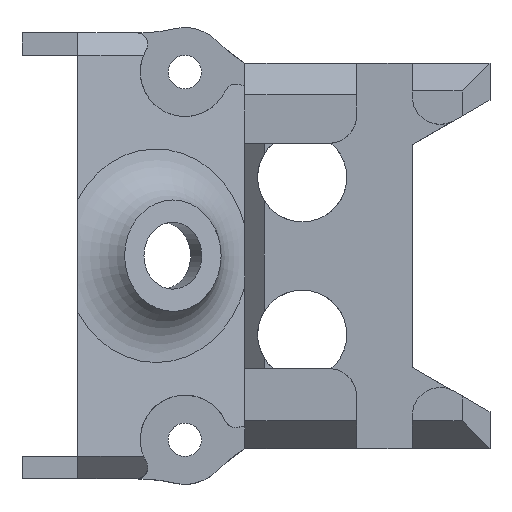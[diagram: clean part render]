
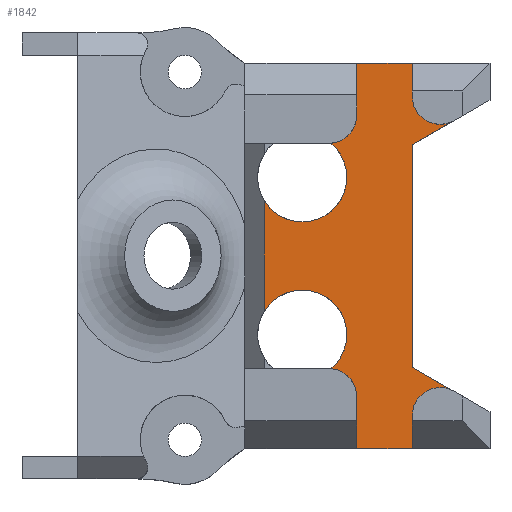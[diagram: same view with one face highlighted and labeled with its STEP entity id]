
A CAD part, top view. The second image highlights one B-rep face of the part: STEP entity #1842.
In plain terms, the highlighted planar face has unit normal (0, 0, 1).
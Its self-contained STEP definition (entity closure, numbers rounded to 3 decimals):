
#62=CIRCLE('',#1957,4.);
#63=CIRCLE('',#1958,2.5);
#64=CIRCLE('',#1959,2.5);
#65=CIRCLE('',#1960,2.5);
#66=CIRCLE('',#1961,2.5);
#67=CIRCLE('',#1962,4.);
#131=FACE_OUTER_BOUND('',#228,.T.);
#228=EDGE_LOOP('',(#1237,#1238,#1239,#1240,#1241,#1242,#1243,#1244,#1245,
#1246,#1247,#1248,#1249,#1250,#1251,#1252));
#341=LINE('',#2707,#541);
#354=LINE('',#2741,#554);
#355=LINE('',#2743,#555);
#356=LINE('',#2745,#556);
#357=LINE('',#2749,#557);
#358=LINE('',#2751,#558);
#359=LINE('',#2753,#559);
#360=LINE('',#2757,#560);
#361=LINE('',#2759,#561);
#362=LINE('',#2761,#562);
#541=VECTOR('',#2143,10.);
#554=VECTOR('',#2170,10.);
#555=VECTOR('',#2171,10.);
#556=VECTOR('',#2172,10.);
#557=VECTOR('',#2175,10.);
#558=VECTOR('',#2176,10.);
#559=VECTOR('',#2177,10.);
#560=VECTOR('',#2180,10.);
#561=VECTOR('',#2181,10.);
#562=VECTOR('',#2182,10.);
#746=VERTEX_POINT('',#2684);
#757=VERTEX_POINT('',#2705);
#769=VERTEX_POINT('',#2736);
#770=VERTEX_POINT('',#2738);
#771=VERTEX_POINT('',#2740);
#772=VERTEX_POINT('',#2742);
#773=VERTEX_POINT('',#2744);
#774=VERTEX_POINT('',#2746);
#775=VERTEX_POINT('',#2748);
#776=VERTEX_POINT('',#2750);
#777=VERTEX_POINT('',#2752);
#778=VERTEX_POINT('',#2754);
#779=VERTEX_POINT('',#2756);
#780=VERTEX_POINT('',#2758);
#781=VERTEX_POINT('',#2760);
#782=VERTEX_POINT('',#2762);
#939=EDGE_CURVE('',#757,#746,#341,.T.);
#953=EDGE_CURVE('',#757,#769,#62,.T.);
#954=EDGE_CURVE('',#770,#769,#63,.F.);
#955=EDGE_CURVE('',#771,#770,#354,.T.);
#956=EDGE_CURVE('',#771,#772,#355,.T.);
#957=EDGE_CURVE('',#773,#772,#356,.T.);
#958=EDGE_CURVE('',#774,#773,#64,.F.);
#959=EDGE_CURVE('',#774,#775,#357,.T.);
#960=EDGE_CURVE('',#776,#775,#358,.T.);
#961=EDGE_CURVE('',#776,#777,#359,.T.);
#962=EDGE_CURVE('',#777,#778,#65,.T.);
#963=EDGE_CURVE('',#779,#778,#360,.T.);
#964=EDGE_CURVE('',#780,#779,#361,.T.);
#965=EDGE_CURVE('',#781,#780,#362,.T.);
#966=EDGE_CURVE('',#782,#781,#66,.F.);
#967=EDGE_CURVE('',#782,#746,#67,.T.);
#1237=ORIENTED_EDGE('',*,*,#939,.F.);
#1238=ORIENTED_EDGE('',*,*,#953,.T.);
#1239=ORIENTED_EDGE('',*,*,#954,.F.);
#1240=ORIENTED_EDGE('',*,*,#955,.F.);
#1241=ORIENTED_EDGE('',*,*,#956,.T.);
#1242=ORIENTED_EDGE('',*,*,#957,.F.);
#1243=ORIENTED_EDGE('',*,*,#958,.F.);
#1244=ORIENTED_EDGE('',*,*,#959,.T.);
#1245=ORIENTED_EDGE('',*,*,#960,.F.);
#1246=ORIENTED_EDGE('',*,*,#961,.T.);
#1247=ORIENTED_EDGE('',*,*,#962,.T.);
#1248=ORIENTED_EDGE('',*,*,#963,.F.);
#1249=ORIENTED_EDGE('',*,*,#964,.F.);
#1250=ORIENTED_EDGE('',*,*,#965,.F.);
#1251=ORIENTED_EDGE('',*,*,#966,.F.);
#1252=ORIENTED_EDGE('',*,*,#967,.T.);
#1778=PLANE('',#1956);
#1842=ADVANCED_FACE('',(#131),#1778,.T.);
#1956=AXIS2_PLACEMENT_3D('',#2735,#2164,#2165);
#1957=AXIS2_PLACEMENT_3D('',#2737,#2166,#2167);
#1958=AXIS2_PLACEMENT_3D('',#2739,#2168,#2169);
#1959=AXIS2_PLACEMENT_3D('',#2747,#2173,#2174);
#1960=AXIS2_PLACEMENT_3D('',#2755,#2178,#2179);
#1961=AXIS2_PLACEMENT_3D('',#2763,#2183,#2184);
#1962=AXIS2_PLACEMENT_3D('',#2764,#2185,#2186);
#2143=DIRECTION('',(0.,1.,0.));
#2164=DIRECTION('center_axis',(0.,0.,1.));
#2165=DIRECTION('ref_axis',(1.,0.,0.));
#2166=DIRECTION('center_axis',(0.,0.,-1.));
#2167=DIRECTION('ref_axis',(-1.,0.,0.));
#2168=DIRECTION('center_axis',(0.,0.,-1.));
#2169=DIRECTION('ref_axis',(0.707,0.707,0.));
#2170=DIRECTION('',(0.,1.,0.));
#2171=DIRECTION('',(1.,0.,0.));
#2172=DIRECTION('',(0.,-1.,0.));
#2173=DIRECTION('center_axis',(0.,0.,-1.));
#2174=DIRECTION('ref_axis',(-0.501,0.865,0.));
#2175=DIRECTION('',(-0.867,0.498,0.));
#2176=DIRECTION('',(0.,-1.,0.));
#2177=DIRECTION('',(0.867,0.498,0.));
#2178=DIRECTION('center_axis',(0.,0.,-1.));
#2179=DIRECTION('ref_axis',(-0.501,-0.865,0.));
#2180=DIRECTION('',(0.,-1.,0.));
#2181=DIRECTION('',(1.,0.,0.));
#2182=DIRECTION('',(0.,1.,0.));
#2183=DIRECTION('center_axis',(0.,0.,-1.));
#2184=DIRECTION('ref_axis',(0.707,-0.707,0.));
#2185=DIRECTION('center_axis',(0.,0.,-1.));
#2186=DIRECTION('ref_axis',(-1.,0.,0.));
#2684=CARTESIAN_POINT('',(114.742,4.958,-10.66));
#2705=CARTESIAN_POINT('',(114.742,-4.958,-10.66));
#2707=CARTESIAN_POINT('',(114.742,6.25,-10.66));
#2735=CARTESIAN_POINT('Origin',(127.5,0.,-10.66));
#2736=CARTESIAN_POINT('',(120.722,-10.119,-10.66));
#2737=CARTESIAN_POINT('Origin',(118.146,-7.059,-10.66));
#2738=CARTESIAN_POINT('',(123.029,-12.611,-10.66));
#2739=CARTESIAN_POINT('Origin',(120.529,-12.611,-10.66));
#2740=CARTESIAN_POINT('',(123.029,-17.302,-10.66));
#2741=CARTESIAN_POINT('',(123.029,14.226,-10.66));
#2742=CARTESIAN_POINT('',(128.029,-17.302,-10.66));
#2743=CARTESIAN_POINT('',(123.029,-17.302,-10.66));
#2744=CARTESIAN_POINT('',(128.029,-14.315,-10.66));
#2745=CARTESIAN_POINT('',(128.029,10.111,-10.66));
#2746=CARTESIAN_POINT('',(131.774,-12.147,-10.66));
#2747=CARTESIAN_POINT('Origin',(130.529,-14.315,-10.66));
#2748=CARTESIAN_POINT('',(128.029,-9.997,-10.66));
#2749=CARTESIAN_POINT('',(129.157,-10.645,-10.66));
#2750=CARTESIAN_POINT('',(128.029,9.997,-10.66));
#2751=CARTESIAN_POINT('',(128.029,10.111,-10.66));
#2752=CARTESIAN_POINT('',(131.774,12.147,-10.66));
#2753=CARTESIAN_POINT('',(125.672,8.643,-10.66));
#2754=CARTESIAN_POINT('',(128.029,14.315,-10.66));
#2755=CARTESIAN_POINT('Origin',(130.529,14.315,-10.66));
#2756=CARTESIAN_POINT('',(128.029,17.302,-10.66));
#2757=CARTESIAN_POINT('',(128.029,10.111,-10.66));
#2758=CARTESIAN_POINT('',(123.029,17.302,-10.66));
#2759=CARTESIAN_POINT('',(123.029,17.302,-10.66));
#2760=CARTESIAN_POINT('',(123.029,12.611,-10.66));
#2761=CARTESIAN_POINT('',(123.029,14.226,-10.66));
#2762=CARTESIAN_POINT('',(120.722,10.119,-10.66));
#2763=CARTESIAN_POINT('Origin',(120.529,12.611,-10.66));
#2764=CARTESIAN_POINT('Origin',(118.146,7.059,-10.66));
